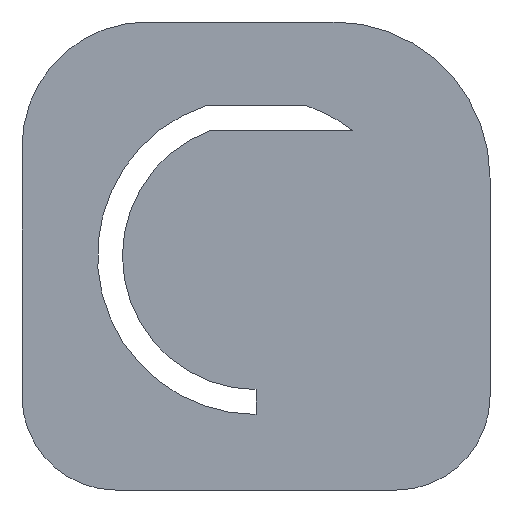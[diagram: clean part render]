
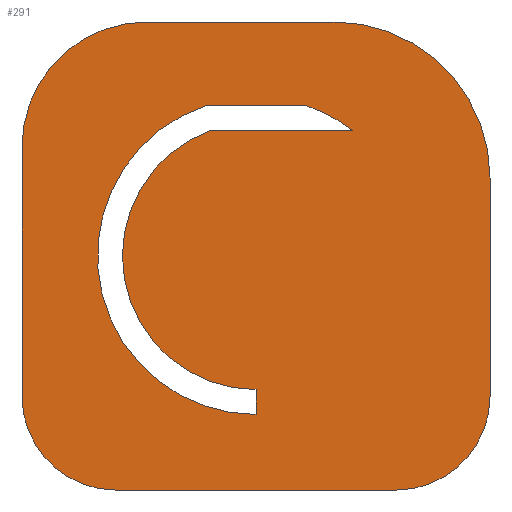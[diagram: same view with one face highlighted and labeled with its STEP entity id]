
A CAD part, front view. The second image highlights one B-rep face of the part: STEP entity #291.
In plain terms, the highlighted planar face has unit normal (0, -1, 0).
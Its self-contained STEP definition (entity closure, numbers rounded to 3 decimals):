
#22=FACE_BOUND('',#41,.T.);
#24=FACE_OUTER_BOUND('',#40,.T.);
#40=EDGE_LOOP('',(#198,#199,#200,#201,#202,#203,#204,#205));
#41=EDGE_LOOP('',(#206,#207,#208,#209,#210,#211));
#58=LINE('',#447,#86);
#59=LINE('',#451,#87);
#60=LINE('',#455,#88);
#61=LINE('',#458,#89);
#62=LINE('',#461,#90);
#63=LINE('',#465,#91);
#64=LINE('',#469,#92);
#86=VECTOR('',#357,10.);
#87=VECTOR('',#360,10.);
#88=VECTOR('',#363,10.);
#89=VECTOR('',#366,10.);
#90=VECTOR('',#367,10.);
#91=VECTOR('',#370,10.);
#92=VECTOR('',#373,10.);
#114=CIRCLE('',#322,15.);
#115=CIRCLE('',#323,15.);
#116=CIRCLE('',#324,25.);
#117=CIRCLE('',#325,20.);
#118=CIRCLE('',#326,25.4);
#119=CIRCLE('',#327,25.4);
#120=CIRCLE('',#328,21.4);
#128=VERTEX_POINT('',#443);
#129=VERTEX_POINT('',#444);
#130=VERTEX_POINT('',#446);
#131=VERTEX_POINT('',#448);
#132=VERTEX_POINT('',#450);
#133=VERTEX_POINT('',#452);
#134=VERTEX_POINT('',#454);
#135=VERTEX_POINT('',#456);
#136=VERTEX_POINT('',#459);
#137=VERTEX_POINT('',#460);
#138=VERTEX_POINT('',#462);
#139=VERTEX_POINT('',#464);
#140=VERTEX_POINT('',#466);
#141=VERTEX_POINT('',#468);
#156=EDGE_CURVE('',#128,#129,#114,.T.);
#157=EDGE_CURVE('',#129,#130,#58,.T.);
#158=EDGE_CURVE('',#130,#131,#115,.T.);
#159=EDGE_CURVE('',#131,#132,#59,.T.);
#160=EDGE_CURVE('',#132,#133,#116,.T.);
#161=EDGE_CURVE('',#133,#134,#60,.T.);
#162=EDGE_CURVE('',#134,#135,#117,.T.);
#163=EDGE_CURVE('',#135,#128,#61,.T.);
#164=EDGE_CURVE('',#136,#137,#62,.T.);
#165=EDGE_CURVE('',#137,#138,#118,.T.);
#166=EDGE_CURVE('',#138,#139,#63,.T.);
#167=EDGE_CURVE('',#139,#140,#119,.T.);
#168=EDGE_CURVE('',#140,#141,#64,.T.);
#169=EDGE_CURVE('',#141,#136,#120,.T.);
#198=ORIENTED_EDGE('',*,*,#156,.T.);
#199=ORIENTED_EDGE('',*,*,#157,.T.);
#200=ORIENTED_EDGE('',*,*,#158,.T.);
#201=ORIENTED_EDGE('',*,*,#159,.T.);
#202=ORIENTED_EDGE('',*,*,#160,.T.);
#203=ORIENTED_EDGE('',*,*,#161,.T.);
#204=ORIENTED_EDGE('',*,*,#162,.T.);
#205=ORIENTED_EDGE('',*,*,#163,.T.);
#206=ORIENTED_EDGE('',*,*,#164,.T.);
#207=ORIENTED_EDGE('',*,*,#165,.T.);
#208=ORIENTED_EDGE('',*,*,#166,.T.);
#209=ORIENTED_EDGE('',*,*,#167,.T.);
#210=ORIENTED_EDGE('',*,*,#168,.T.);
#211=ORIENTED_EDGE('',*,*,#169,.T.);
#282=PLANE('',#321);
#291=ADVANCED_FACE('',(#24,#22),#282,.F.);
#321=AXIS2_PLACEMENT_3D('',#442,#353,#354);
#322=AXIS2_PLACEMENT_3D('',#445,#355,#356);
#323=AXIS2_PLACEMENT_3D('',#449,#358,#359);
#324=AXIS2_PLACEMENT_3D('',#453,#361,#362);
#325=AXIS2_PLACEMENT_3D('',#457,#364,#365);
#326=AXIS2_PLACEMENT_3D('',#463,#368,#369);
#327=AXIS2_PLACEMENT_3D('',#467,#371,#372);
#328=AXIS2_PLACEMENT_3D('',#470,#374,#375);
#353=DIRECTION('center_axis',(0.,1.,0.));
#354=DIRECTION('ref_axis',(1.,0.,0.));
#355=DIRECTION('center_axis',(0.,-1.,0.));
#356=DIRECTION('ref_axis',(0.,0.,-1.));
#357=DIRECTION('',(1.,0.,0.));
#358=DIRECTION('center_axis',(0.,-1.,0.));
#359=DIRECTION('ref_axis',(1.,0.,0.));
#360=DIRECTION('',(0.,0.,1.));
#361=DIRECTION('center_axis',(0.,-1.,0.));
#362=DIRECTION('ref_axis',(0.,0.,1.));
#363=DIRECTION('',(-1.,0.,0.));
#364=DIRECTION('center_axis',(0.,-1.,0.));
#365=DIRECTION('ref_axis',(-1.,0.,0.));
#366=DIRECTION('',(0.,0.,-1.));
#367=DIRECTION('',(0.,0.,-1.));
#368=DIRECTION('center_axis',(0.,1.,0.));
#369=DIRECTION('ref_axis',(0.,0.,-1.));
#370=DIRECTION('',(1.,0.,0.));
#371=DIRECTION('center_axis',(0.,1.,0.));
#372=DIRECTION('ref_axis',(1.,0.,0.));
#373=DIRECTION('',(-1.,0.,0.));
#374=DIRECTION('center_axis',(0.,-1.,0.));
#375=DIRECTION('ref_axis',(-1.,0.,0.));
#442=CARTESIAN_POINT('Origin',(0.,-0.546,0.));
#443=CARTESIAN_POINT('',(-37.5,-0.546,-22.5));
#444=CARTESIAN_POINT('',(-22.5,-0.546,-37.5));
#445=CARTESIAN_POINT('Origin',(-22.5,-0.546,-22.5));
#446=CARTESIAN_POINT('',(22.5,-0.546,-37.5));
#447=CARTESIAN_POINT('',(22.5,-0.546,-37.5));
#448=CARTESIAN_POINT('',(37.5,-0.546,-22.5));
#449=CARTESIAN_POINT('Origin',(22.5,-0.546,-22.5));
#450=CARTESIAN_POINT('',(37.5,-0.546,12.5));
#451=CARTESIAN_POINT('',(37.5,-0.546,12.5));
#452=CARTESIAN_POINT('',(12.5,-0.546,37.5));
#453=CARTESIAN_POINT('Origin',(12.5,-0.546,12.5));
#454=CARTESIAN_POINT('',(-17.5,-0.546,37.5));
#455=CARTESIAN_POINT('',(-17.5,-0.546,37.5));
#456=CARTESIAN_POINT('',(-37.5,-0.546,17.5));
#457=CARTESIAN_POINT('Origin',(-17.5,-0.546,17.5));
#458=CARTESIAN_POINT('',(-37.5,-0.546,-22.5));
#459=CARTESIAN_POINT('',(0.,-0.546,-21.4));
#460=CARTESIAN_POINT('',(0.,-0.546,-25.4));
#461=CARTESIAN_POINT('',(0.,-0.546,-21.4));
#462=CARTESIAN_POINT('',(-7.977,-0.546,24.115));
#463=CARTESIAN_POINT('Origin',(0.,-0.546,0.));
#464=CARTESIAN_POINT('',(7.977,-0.546,24.115));
#465=CARTESIAN_POINT('',(7.977,-0.546,24.115));
#466=CARTESIAN_POINT('',(15.51,-0.546,20.115));
#467=CARTESIAN_POINT('Origin',(0.,-0.546,0.));
#468=CARTESIAN_POINT('',(-7.304,-0.546,20.115));
#469=CARTESIAN_POINT('',(-15.51,-0.546,20.115));
#470=CARTESIAN_POINT('Origin',(0.,-0.546,0.));
